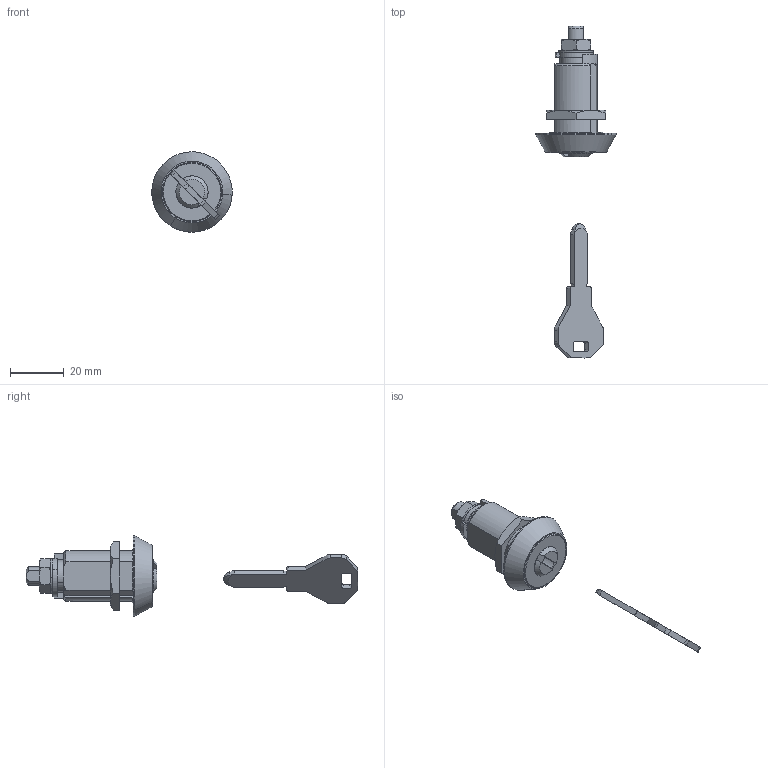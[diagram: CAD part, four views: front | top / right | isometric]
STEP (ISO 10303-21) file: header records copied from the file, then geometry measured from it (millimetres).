
FILE_DESCRIPTION((''),'2;1');
FILE_NAME('','2005-07-15T16:50:01',(''),(''),'','CADfix','');
FILE_SCHEMA(('AUTOMOTIVE_DESIGN'));
Length unit declared in the file: millimetre
Products named in the file (9): washer; ring; nut_B; nut_A; lock; key; control_cam; body; TL_335_2_12200_36
Assembly tree (8 placements, depth 2):
  TL_335_2_12200_36
    washer
    ring
    nut_B
    nut_A
    lock
    key
    control_cam
    body
Bounding box: 29.95 x 123.8 x 30 mm (x, y, z)
Volume: 13386 mm3; surface area: 11078.8 mm2
Topology: 8 solids, 8 shells, 173 faces, 475 edges, 321 vertices
Faces by surface type: bspline 173
Entity records: 6164 total; most frequent: CARTESIAN_POINT 3241, ORIENTED_EDGE 950, EDGE_CURVE 475, VERTEX_POINT 321, QUASI_UNIFORM_CURVE 234, EDGE_LOOP 190, FACE_OUTER_BOUND 173, ADVANCED_FACE 173
